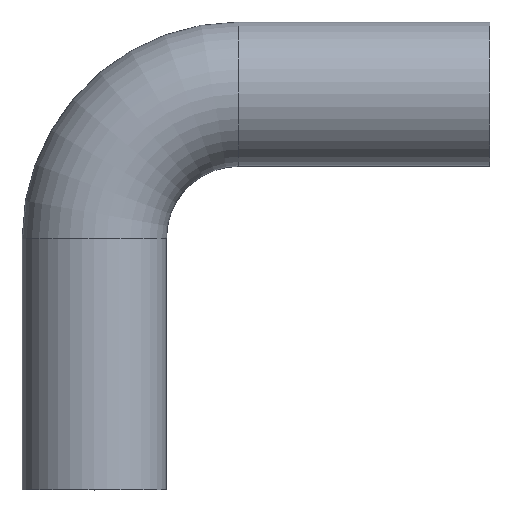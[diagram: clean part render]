
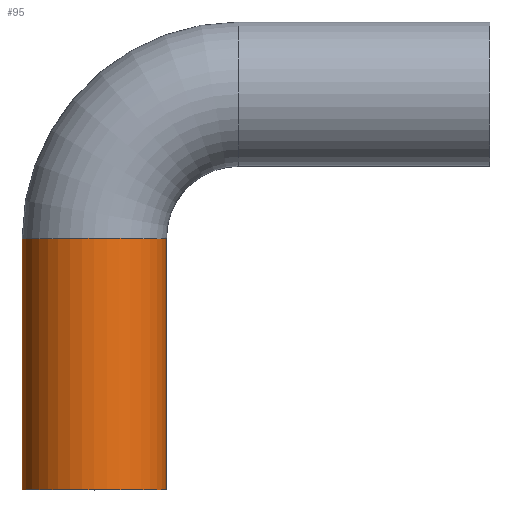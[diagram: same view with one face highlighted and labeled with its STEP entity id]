
A CAD part, top view. The second image highlights one B-rep face of the part: STEP entity #95.
In plain terms, the highlighted cylindrical face has radius 12.5 mm (diameter 25 mm), a partial arc.
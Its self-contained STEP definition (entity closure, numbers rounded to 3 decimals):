
#95 = ADVANCED_FACE( '', ( #230 ), #231, .T. );
#101 = VERTEX_POINT( '', #238 );
#123 = EDGE_CURVE( '', #175, #131, #262, .T. );
#131 = VERTEX_POINT( '', #275 );
#149 = EDGE_CURVE( '', #179, #101, #294, .T. );
#155 = EDGE_CURVE( '', #179, #131, #300, .T. );
#175 = VERTEX_POINT( '', #324 );
#179 = VERTEX_POINT( '', #328 );
#183 = EDGE_CURVE( '', #175, #101, #332, .T. );
#230 = FACE_OUTER_BOUND( '', #375, .T. );
#231 = CYLINDRICAL_SURFACE( '', #376, 12.5 );
#238 = CARTESIAN_POINT( '', ( -12.5, 0., 0. ) );
#262 = LINE( '', #415, #416 );
#275 = CARTESIAN_POINT( '', ( 12.5, 43.5, 0. ) );
#294 = LINE( '', #454, #455 );
#300 = CIRCLE( '', #462, 12.5 );
#324 = CARTESIAN_POINT( '', ( 12.5, 0., 0. ) );
#328 = CARTESIAN_POINT( '', ( -12.5, 43.5, 0. ) );
#332 = CIRCLE( '', #502, 12.5 );
#375 = EDGE_LOOP( '', ( #544, #545, #546, #547 ) );
#376 = AXIS2_PLACEMENT_3D( '', #548, #549, #550 );
#415 = CARTESIAN_POINT( '', ( 12.5, 21.75, 0. ) );
#416 = VECTOR( '', #591, 1. );
#454 = CARTESIAN_POINT( '', ( -12.5, 21.75, 0. ) );
#455 = VECTOR( '', #634, 1. );
#462 = AXIS2_PLACEMENT_3D( '', #635, #636, #637 );
#502 = AXIS2_PLACEMENT_3D( '', #686, #687, #688 );
#544 = ORIENTED_EDGE( '', *, *, #149, .T. );
#545 = ORIENTED_EDGE( '', *, *, #183, .F. );
#546 = ORIENTED_EDGE( '', *, *, #123, .T. );
#547 = ORIENTED_EDGE( '', *, *, #155, .F. );
#548 = CARTESIAN_POINT( '', ( 0., 21.75, 0. ) );
#549 = DIRECTION( '', ( 0., 1., 0. ) );
#550 = DIRECTION( '', ( -1., 0., 0. ) );
#591 = DIRECTION( '', ( 0., 1., 0. ) );
#634 = DIRECTION( '', ( 0., -1., 0. ) );
#635 = CARTESIAN_POINT( '', ( 0., 43.5, 0. ) );
#636 = DIRECTION( '', ( 0., 1., 0. ) );
#637 = DIRECTION( '', ( 1., 0., 0. ) );
#686 = CARTESIAN_POINT( '', ( 0., 0., 0. ) );
#687 = DIRECTION( '', ( 0., -1., 0. ) );
#688 = DIRECTION( '', ( -1., 0., 0. ) );
